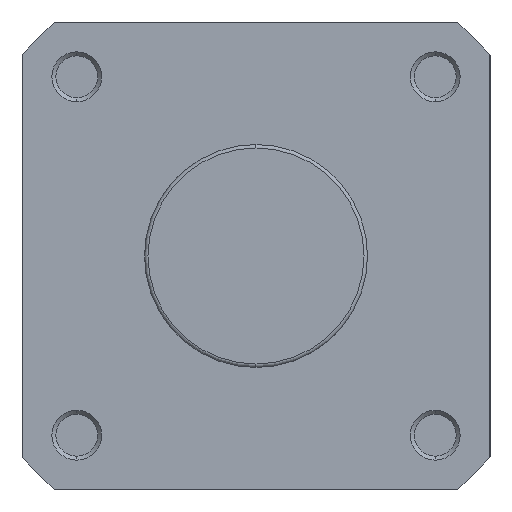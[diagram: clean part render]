
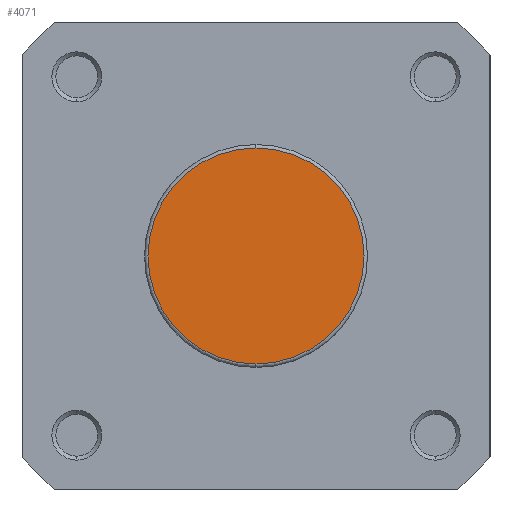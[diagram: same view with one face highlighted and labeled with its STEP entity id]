
A CAD part, left-side view. The second image highlights one B-rep face of the part: STEP entity #4071.
In plain terms, the highlighted planar face has unit normal (-1, 0, 0).
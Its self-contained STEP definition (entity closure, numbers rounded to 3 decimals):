
#1076 = CARTESIAN_POINT ( 'NONE',  ( 0., 22.4, 0. ) ) ;
#1077 = PLANE ( 'NONE',  #3851 ) ;
#1078 = DIRECTION ( 'NONE',  ( 1., 0., 0. ) ) ;
#1079 = DIRECTION ( 'NONE',  ( 0., 0., -1. ) ) ;
#1304 = DIRECTION ( 'NONE',  ( -1., 0., 0. ) ) ;
#1306 = CARTESIAN_POINT ( 'NONE',  ( 0., 0., 0. ) ) ;
#1310 = DIRECTION ( 'NONE',  ( 0., 0., -1. ) ) ;
#1544 = DIRECTION ( 'NONE',  ( -1., 0., 0. ) ) ;
#1545 = DIRECTION ( 'NONE',  ( 0., 0., -1. ) ) ;
#1740 = CARTESIAN_POINT ( 'NONE',  ( 0., 0., 0. ) ) ;
#2470 = ORIENTED_EDGE ( 'NONE', *, *, #3277, .T. ) ;
#2471 = ORIENTED_EDGE ( 'NONE', *, *, #3218, .T. ) ;
#2815 = EDGE_LOOP ( 'NONE', ( #2470, #2471 ) ) ;
#3218 = EDGE_CURVE ( 'NONE', #5469, #5470, #5337, .T. ) ;
#3277 = EDGE_CURVE ( 'NONE', #5470, #5469, #5301, .T. ) ;
#3544 = AXIS2_PLACEMENT_3D ( 'NONE', #1306, #1304, #1310 ) ;
#3575 = AXIS2_PLACEMENT_3D ( 'NONE', #1740, #1544, #1545 ) ;
#3851 = AXIS2_PLACEMENT_3D ( 'NONE', #1076, #1078, #1079 ) ;
#4071 = ADVANCED_FACE ( 'NONE', ( #4559 ), #1077, .F. ) ;
#4559 = FACE_OUTER_BOUND ( 'NONE', #2815, .T. ) ;
#4743 = CARTESIAN_POINT ( 'NONE',  ( 0., 0., 21.7 ) ) ;
#4744 = CARTESIAN_POINT ( 'NONE',  ( 0., 0., -21.7 ) ) ;
#5301 = CIRCLE ( 'NONE', #3575, 21.7 ) ;
#5337 = CIRCLE ( 'NONE', #3544, 21.7 ) ;
#5469 = VERTEX_POINT ( 'NONE', #4743 ) ;
#5470 = VERTEX_POINT ( 'NONE', #4744 ) ;
